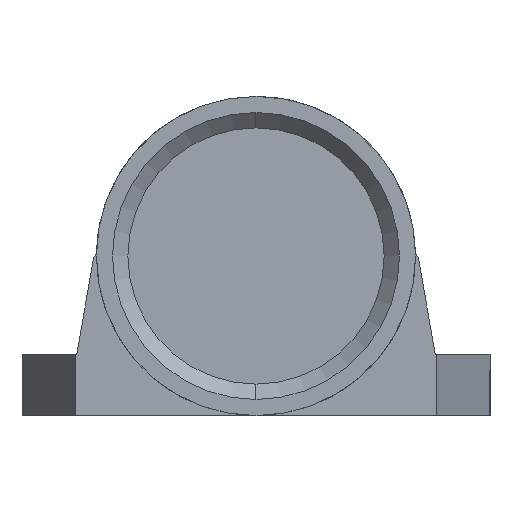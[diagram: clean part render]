
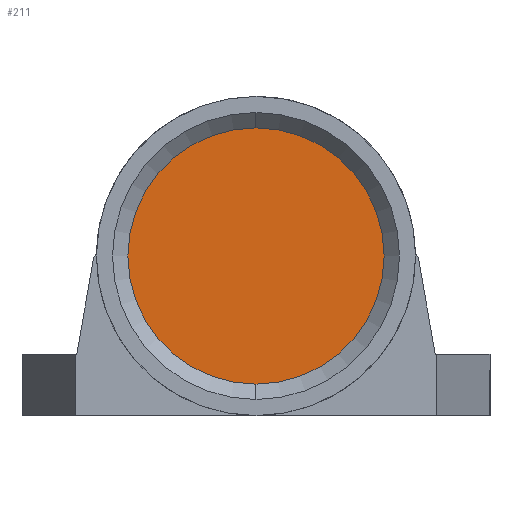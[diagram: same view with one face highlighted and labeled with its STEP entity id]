
A CAD part, left-side view. The second image highlights one B-rep face of the part: STEP entity #211.
In plain terms, the highlighted planar face has unit normal (-1, 0, 0).
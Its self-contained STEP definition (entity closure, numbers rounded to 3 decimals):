
#5 = CARTESIAN_POINT ( 'NONE',  ( -3.5, 0., 10.4 ) ) ;
#24 = DIRECTION ( 'NONE',  ( -1., 0., 0. ) ) ;
#25 = DIRECTION ( 'NONE',  ( 0., 0., 1. ) ) ;
#53 = CARTESIAN_POINT ( 'NONE',  ( -3.5, 0., 10.4 ) ) ;
#82 = DIRECTION ( 'NONE',  ( -1., 0., 0. ) ) ;
#83 = DIRECTION ( 'NONE',  ( 0., 0., 1. ) ) ;
#123 = CIRCLE ( 'NONE', #176, 8.35 ) ;
#140 = CIRCLE ( 'NONE', #178, 8.35 ) ;
#176 = AXIS2_PLACEMENT_3D ( 'NONE', #53, #82, #83 ) ;
#178 = AXIS2_PLACEMENT_3D ( 'NONE', #5, #24, #25 ) ;
#211 = ADVANCED_FACE ( 'NONE', ( #593 ), #323, .T. ) ;
#222 = AXIS2_PLACEMENT_3D ( 'NONE', #345, #250, #302 ) ;
#239 = CARTESIAN_POINT ( 'NONE',  ( -3.5, 0., 18.75 ) ) ;
#250 = DIRECTION ( 'NONE',  ( -1., 0., 0. ) ) ;
#252 = VERTEX_POINT ( 'NONE', #239 ) ;
#256 = VERTEX_POINT ( 'NONE', #312 ) ;
#302 = DIRECTION ( 'NONE',  ( 0., 0., 1. ) ) ;
#312 = CARTESIAN_POINT ( 'NONE',  ( -3.5, 0., 2.05 ) ) ;
#323 = PLANE ( 'NONE',  #222 ) ;
#345 = CARTESIAN_POINT ( 'NONE',  ( -3.5, 0., 10.4 ) ) ;
#528 = ORIENTED_EDGE ( 'NONE', *, *, #818, .T. ) ;
#553 = ORIENTED_EDGE ( 'NONE', *, *, #829, .T. ) ;
#577 = EDGE_LOOP ( 'NONE', ( #553, #528 ) ) ;
#593 = FACE_OUTER_BOUND ( 'NONE', #577, .T. ) ;
#818 = EDGE_CURVE ( 'NONE', #256, #252, #123, .T. ) ;
#829 = EDGE_CURVE ( 'NONE', #252, #256, #140, .T. ) ;
